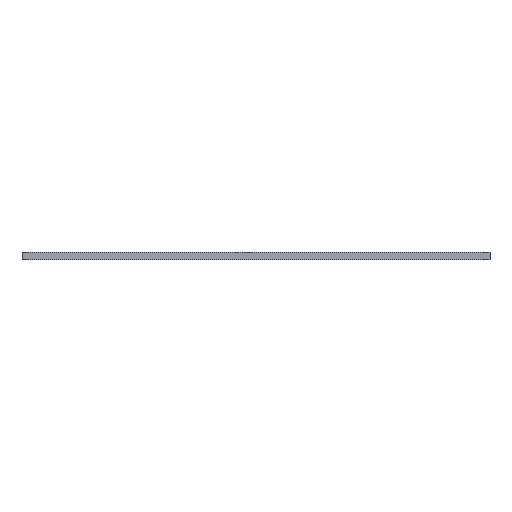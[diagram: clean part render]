
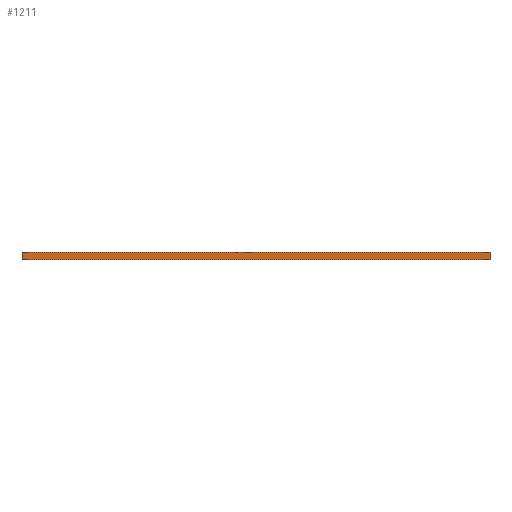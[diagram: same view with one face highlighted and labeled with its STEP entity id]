
A CAD part, front view. The second image highlights one B-rep face of the part: STEP entity #1211.
In plain terms, the highlighted planar face has unit normal (0, -1, 0).
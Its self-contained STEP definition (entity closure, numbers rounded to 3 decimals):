
#81=PLANE('',#1341);
#139=FACE_OUTER_BOUND('',#197,.T.);
#197=EDGE_LOOP('',(#1009,#1010,#1011,#1012));
#339=LINE('',#2026,#451);
#340=LINE('',#2029,#452);
#341=LINE('',#2031,#453);
#342=LINE('',#2032,#454);
#451=VECTOR('',#1679,10.);
#452=VECTOR('',#1682,10.);
#453=VECTOR('',#1683,10.);
#454=VECTOR('',#1684,10.);
#621=VERTEX_POINT('',#2022);
#622=VERTEX_POINT('',#2024);
#623=VERTEX_POINT('',#2028);
#624=VERTEX_POINT('',#2030);
#787=EDGE_CURVE('',#621,#622,#339,.T.);
#788=EDGE_CURVE('',#621,#623,#340,.T.);
#789=EDGE_CURVE('',#624,#622,#341,.T.);
#790=EDGE_CURVE('',#623,#624,#342,.T.);
#1009=ORIENTED_EDGE('',*,*,#788,.F.);
#1010=ORIENTED_EDGE('',*,*,#787,.T.);
#1011=ORIENTED_EDGE('',*,*,#789,.F.);
#1012=ORIENTED_EDGE('',*,*,#790,.F.);
#1211=ADVANCED_FACE('',(#139),#81,.T.);
#1341=AXIS2_PLACEMENT_3D('',#2027,#1680,#1681);
#1679=DIRECTION('',(0.,0.,-1.));
#1680=DIRECTION('center_axis',(0.,-1.,0.));
#1681=DIRECTION('ref_axis',(-1.,0.,0.));
#1682=DIRECTION('',(1.,0.,0.));
#1683=DIRECTION('',(-1.,0.,0.));
#1684=DIRECTION('',(0.,0.,-1.));
#2022=CARTESIAN_POINT('',(-60.,-75.,-12.5));
#2024=CARTESIAN_POINT('',(-60.,-75.,-14.5));
#2026=CARTESIAN_POINT('',(-60.,-75.,-12.5));
#2027=CARTESIAN_POINT('Origin',(60.,-75.,-12.5));
#2028=CARTESIAN_POINT('',(60.,-75.,-12.5));
#2029=CARTESIAN_POINT('',(-60.,-75.,-12.5));
#2030=CARTESIAN_POINT('',(60.,-75.,-14.5));
#2031=CARTESIAN_POINT('',(-60.,-75.,-14.5));
#2032=CARTESIAN_POINT('',(60.,-75.,-12.5));
